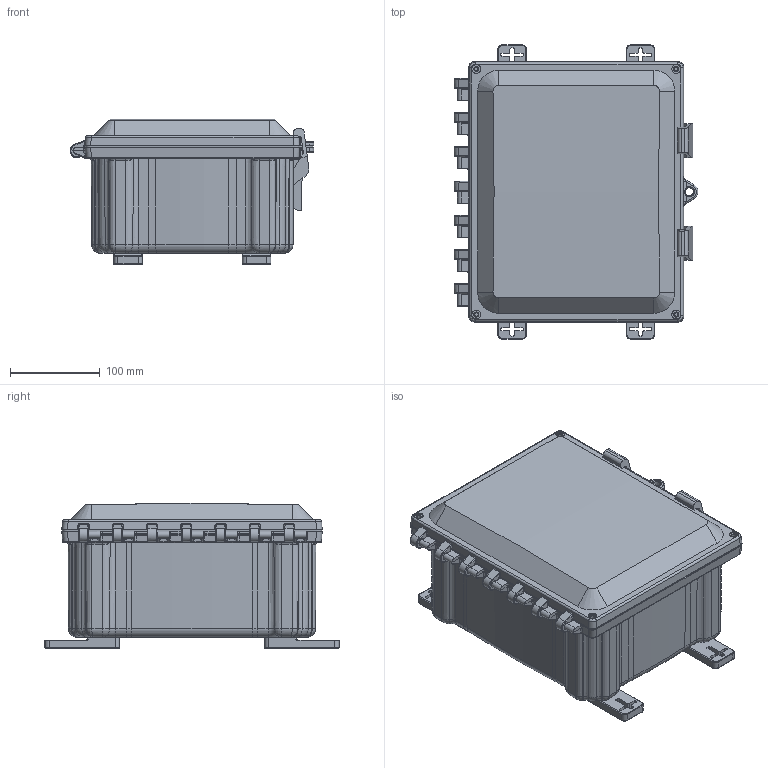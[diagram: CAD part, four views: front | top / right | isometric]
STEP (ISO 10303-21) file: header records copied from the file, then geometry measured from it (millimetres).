
FILE_DESCRIPTION (( 'STEP AP214' ), '1' );
FILE_NAME ('AH1084HW_REV1.STEP', '2025-02-19T15:44:27', ( '' ), ( '' ), 'SwSTEP 2.0', 'SolidWorks 2024', '' );
FILE_SCHEMA (( 'AUTOMOTIVE_DESIGN' ));
Length unit declared in the file: inch
Products named in the file (1): AH1084HW_REV1
Bounding box: 271.18 x 327.02 x 161.45 mm (x, y, z)
Volume: 1457201.8 mm3; surface area: 620320.9 mm2
Topology: 6 solids, 10 shells, 2421 faces, 5953 edges, 3599 vertices
Faces by surface type: cylinder 798, bspline 643, plane 632, cone 177, torus 165, sphere 6
Full cylindrical faces by diameter (mm): 3.967 x8, 4.953 x4, 6.35 x8, 7.937 x11, 8.319 x7, 9.525 x1, 9.906 x4, 11.43 x1
Entity records: 118024 total; most frequent: CARTESIAN_POINT 70943, ORIENTED_EDGE 11520, DIRECTION 7027, EDGE_CURVE 5760, VERTEX_POINT 3523, EDGE_LOOP 2623, AXIS2_PLACEMENT_3D 2553, B_SPLINE_CURVE_WITH_KNOTS 2495
